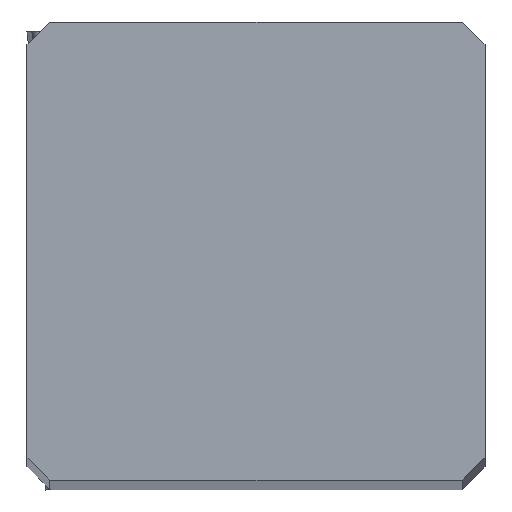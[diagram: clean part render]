
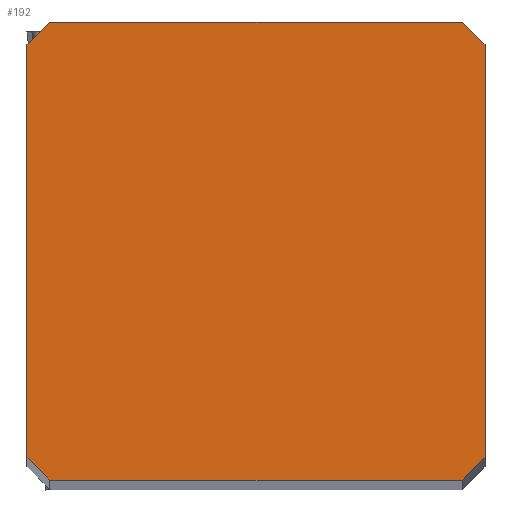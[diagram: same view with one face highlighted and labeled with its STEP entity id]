
A CAD part, top view. The second image highlights one B-rep face of the part: STEP entity #192.
In plain terms, the highlighted planar face has unit normal (0, 0, 1).
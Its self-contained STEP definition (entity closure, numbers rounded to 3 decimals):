
#121=FACE_OUTER_BOUND('',#307,.T.);
#192=ADVANCED_FACE('',(#121),#255,.T.);
#255=PLANE('',#1526);
#307=EDGE_LOOP('',(#452,#453,#454,#455,#456,#457,#458,#459));
#452=ORIENTED_EDGE('',*,*,#929,.F.);
#453=ORIENTED_EDGE('',*,*,#930,.F.);
#454=ORIENTED_EDGE('',*,*,#918,.T.);
#455=ORIENTED_EDGE('',*,*,#928,.F.);
#456=ORIENTED_EDGE('',*,*,#931,.F.);
#457=ORIENTED_EDGE('',*,*,#932,.F.);
#458=ORIENTED_EDGE('',*,*,#933,.F.);
#459=ORIENTED_EDGE('',*,*,#934,.F.);
#776=VERTEX_POINT('',#2151);
#777=VERTEX_POINT('',#2152);
#785=VERTEX_POINT('',#2170);
#786=VERTEX_POINT('',#2174);
#787=VERTEX_POINT('',#2175);
#788=VERTEX_POINT('',#2178);
#789=VERTEX_POINT('',#2180);
#790=VERTEX_POINT('',#2182);
#918=EDGE_CURVE('',#776,#777,#1221,.T.);
#928=EDGE_CURVE('',#785,#777,#1228,.T.);
#929=EDGE_CURVE('',#786,#787,#1229,.T.);
#930=EDGE_CURVE('',#776,#786,#1230,.T.);
#931=EDGE_CURVE('',#788,#785,#1231,.T.);
#932=EDGE_CURVE('',#789,#788,#1232,.T.);
#933=EDGE_CURVE('',#790,#789,#1233,.T.);
#934=EDGE_CURVE('',#787,#790,#1234,.T.);
#1221=LINE('',#2150,#1333);
#1228=LINE('',#2171,#1340);
#1229=LINE('',#2173,#1341);
#1230=LINE('',#2176,#1342);
#1231=LINE('',#2177,#1343);
#1232=LINE('',#2179,#1344);
#1233=LINE('',#2181,#1345);
#1234=LINE('',#2183,#1346);
#1333=VECTOR('',#1749,1.);
#1340=VECTOR('',#1764,1.);
#1341=VECTOR('',#1767,1.);
#1342=VECTOR('',#1768,1.);
#1343=VECTOR('',#1769,1.);
#1344=VECTOR('',#1770,1.);
#1345=VECTOR('',#1771,1.);
#1346=VECTOR('',#1772,1.);
#1526=AXIS2_PLACEMENT_3D('',#2184,#1773,#1774);
#1749=DIRECTION('',(1.,0.,0.));
#1764=DIRECTION('',(-0.707,-0.707,0.));
#1767=DIRECTION('',(0.,1.,0.));
#1768=DIRECTION('',(-0.707,0.707,0.));
#1769=DIRECTION('',(0.,-1.,0.));
#1770=DIRECTION('',(0.707,-0.707,0.));
#1771=DIRECTION('',(1.,0.,0.));
#1772=DIRECTION('',(0.707,0.707,0.));
#1773=DIRECTION('',(0.,0.,1.));
#1774=DIRECTION('',(1.,0.,0.));
#2150=CARTESIAN_POINT('',(-9.5,0.,0.));
#2151=CARTESIAN_POINT('',(-9.5,0.,0.));
#2152=CARTESIAN_POINT('',(-0.5,0.,0.));
#2170=CARTESIAN_POINT('',(0.,0.5,0.));
#2171=CARTESIAN_POINT('',(0.,0.5,0.));
#2173=CARTESIAN_POINT('',(-10.,0.5,0.));
#2174=CARTESIAN_POINT('',(-10.,0.5,0.));
#2175=CARTESIAN_POINT('',(-10.,9.5,0.));
#2176=CARTESIAN_POINT('',(-9.5,0.,0.));
#2177=CARTESIAN_POINT('',(0.,9.5,0.));
#2178=CARTESIAN_POINT('',(0.,9.5,0.));
#2179=CARTESIAN_POINT('',(-0.5,10.,0.));
#2180=CARTESIAN_POINT('',(-0.5,10.,0.));
#2181=CARTESIAN_POINT('',(-9.5,10.,0.));
#2182=CARTESIAN_POINT('',(-9.5,10.,0.));
#2183=CARTESIAN_POINT('',(-10.,9.5,0.));
#2184=CARTESIAN_POINT('',(-5.,5.,0.));
